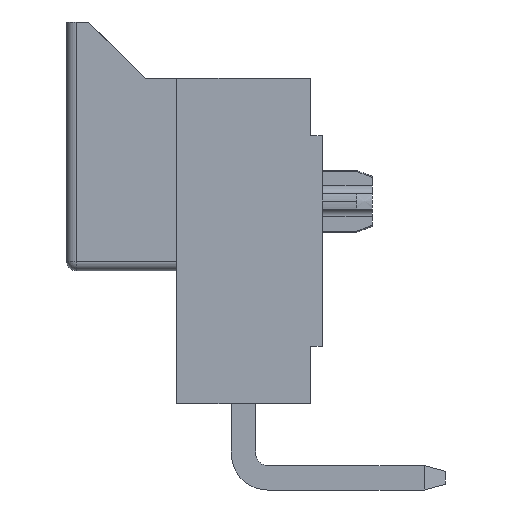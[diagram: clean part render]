
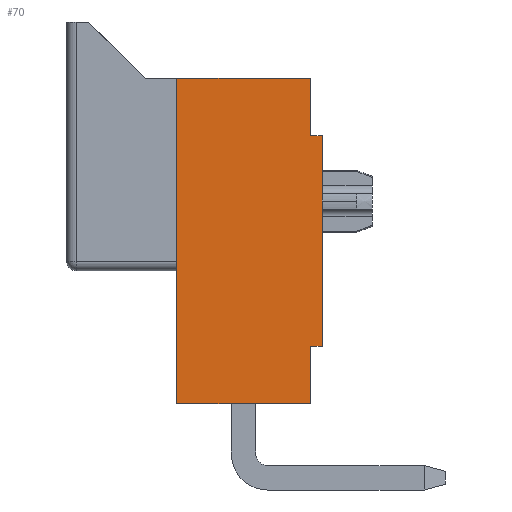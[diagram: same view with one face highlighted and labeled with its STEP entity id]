
A CAD part, left-side view. The second image highlights one B-rep face of the part: STEP entity #70.
In plain terms, the highlighted planar face has unit normal (-1, 0, 0).
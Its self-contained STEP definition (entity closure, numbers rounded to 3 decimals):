
#70=ADVANCED_FACE('',(#238),#239,.T.);
#238=FACE_OUTER_BOUND('',#548,.T.);
#239=PLANE('',#549);
#548=EDGE_LOOP('',(#945,#946,#947,#948,#949,#950,#951,#952));
#549=AXIS2_PLACEMENT_3D('',#953,#954,#955);
#945=ORIENTED_EDGE('',*,*,#2170,.T.);
#946=ORIENTED_EDGE('',*,*,#2171,.F.);
#947=ORIENTED_EDGE('',*,*,#2172,.F.);
#948=ORIENTED_EDGE('',*,*,#2137,.T.);
#949=ORIENTED_EDGE('',*,*,#2173,.T.);
#950=ORIENTED_EDGE('',*,*,#2174,.F.);
#951=ORIENTED_EDGE('',*,*,#2175,.F.);
#952=ORIENTED_EDGE('',*,*,#2133,.T.);
#953=CARTESIAN_POINT('',(-2.97,-1.74,-4.23));
#954=DIRECTION('',(-1.0,0.0,0.0));
#955=DIRECTION('',(0.0,0.0,1.0));
#2133=EDGE_CURVE('',#2599,#2597,#2600,.T.);
#2137=EDGE_CURVE('',#2585,#2605,#2607,.T.);
#2170=EDGE_CURVE('',#2597,#2668,#2669,.T.);
#2171=EDGE_CURVE('',#2670,#2668,#2671,.T.);
#2172=EDGE_CURVE('',#2585,#2670,#2672,.T.);
#2173=EDGE_CURVE('',#2605,#2673,#2674,.T.);
#2174=EDGE_CURVE('',#2675,#2673,#2676,.T.);
#2175=EDGE_CURVE('',#2599,#2675,#2677,.T.);
#2585=VERTEX_POINT('',#3275);
#2597=VERTEX_POINT('',#3293);
#2599=VERTEX_POINT('',#3296);
#2600=LINE('',#3297,#3298);
#2605=VERTEX_POINT('',#3305);
#2607=LINE('',#3308,#3309);
#2668=VERTEX_POINT('',#3386);
#2669=LINE('',#3387,#3388);
#2670=VERTEX_POINT('',#3389);
#2671=LINE('',#3390,#3391);
#2672=LINE('',#3392,#3393);
#2673=VERTEX_POINT('',#3394);
#2674=LINE('',#3395,#3396);
#2675=VERTEX_POINT('',#3397);
#2676=LINE('',#3398,#3399);
#2677=LINE('',#3400,#3401);
#3275=CARTESIAN_POINT('',(-2.97,-1.74,-4.23));
#3293=CARTESIAN_POINT('',(-2.97,-1.74,4.23));
#3296=CARTESIAN_POINT('',(-2.97,-1.74,2.73));
#3297=CARTESIAN_POINT('',(-2.97,-1.74,2.73));
#3298=VECTOR('',#4281,1.5);
#3305=CARTESIAN_POINT('',(-2.97,-1.74,-2.73));
#3308=CARTESIAN_POINT('',(-2.97,-1.74,-4.23));
#3309=VECTOR('',#4285,1.5);
#3386=CARTESIAN_POINT('',(-2.97,1.74,4.23));
#3387=CARTESIAN_POINT('',(-2.97,-1.74,4.23));
#3388=VECTOR('',#4350,3.48);
#3389=CARTESIAN_POINT('',(-2.97,1.74,-4.23));
#3390=CARTESIAN_POINT('',(-2.97,1.74,-4.23));
#3391=VECTOR('',#4351,8.46);
#3392=CARTESIAN_POINT('',(-2.97,-1.74,-4.23));
#3393=VECTOR('',#4352,3.48);
#3394=CARTESIAN_POINT('',(-2.97,-2.04,-2.73));
#3395=CARTESIAN_POINT('',(-2.97,-1.74,-2.73));
#3396=VECTOR('',#4353,0.3);
#3397=CARTESIAN_POINT('',(-2.97,-2.04,2.73));
#3398=CARTESIAN_POINT('',(-2.97,-2.04,2.73));
#3399=VECTOR('',#4354,5.46);
#3400=CARTESIAN_POINT('',(-2.97,-1.74,2.73));
#3401=VECTOR('',#4355,0.3);
#4281=DIRECTION('',(0.0,0.0,1.0));
#4285=DIRECTION('',(0.0,0.0,1.0));
#4350=DIRECTION('',(0.0,1.0,0.0));
#4351=DIRECTION('',(0.0,0.0,1.0));
#4352=DIRECTION('',(0.0,1.0,0.0));
#4353=DIRECTION('',(0.0,-1.0,0.0));
#4354=DIRECTION('',(0.0,0.0,-1.0));
#4355=DIRECTION('',(0.0,-1.0,0.0));
